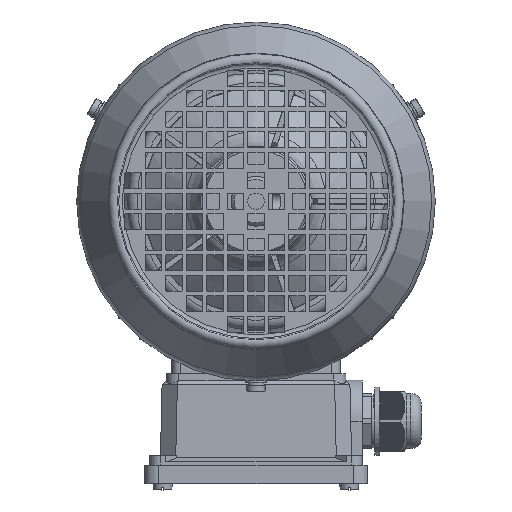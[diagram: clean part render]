
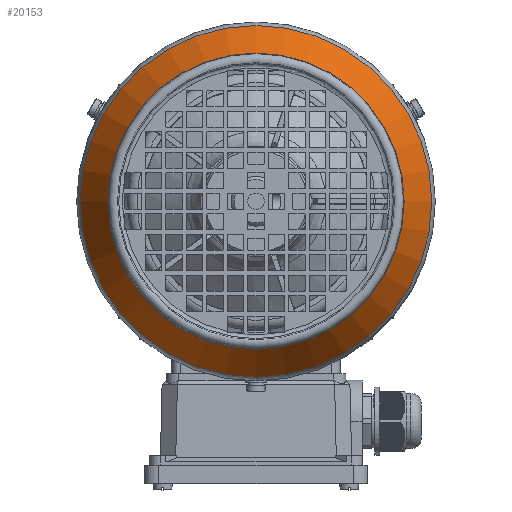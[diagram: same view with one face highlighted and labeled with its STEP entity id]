
A CAD part, top view. The second image highlights one B-rep face of the part: STEP entity #20153.
In plain terms, the highlighted conical face has half-angle 30 degrees and reference radius 85.758 mm.
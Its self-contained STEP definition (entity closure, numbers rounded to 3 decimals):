
#862=CONICAL_SURFACE('',#75826,85.758,30.);
#20153=ADVANCED_FACE('',(#26465,#26466),#862,.T.);
#26465=FACE_BOUND('',#28630,.T.);
#26466=FACE_BOUND('',#28631,.T.);
#28630=EDGE_LOOP('',(#38516));
#28631=EDGE_LOOP('',(#38517));
#38516=ORIENTED_EDGE('',*,*,#63985,.T.);
#38517=ORIENTED_EDGE('',*,*,#63984,.F.);
#55926=VERTEX_POINT('',#113465);
#55927=VERTEX_POINT('',#113468);
#63984=EDGE_CURVE('',#55926,#55926,#72118,.T.);
#63985=EDGE_CURVE('',#55927,#55927,#72119,.T.);
#72118=CIRCLE('',#75823,85.758);
#72119=CIRCLE('',#75825,72.283);
#75823=AXIS2_PLACEMENT_3D('',#113464,#86682,#86683);
#75825=AXIS2_PLACEMENT_3D('',#113467,#86686,#86687);
#75826=AXIS2_PLACEMENT_3D('',#113469,#86688,#86689);
#86682=DIRECTION('',(0.,0.,-1.));
#86683=DIRECTION('',(1.,0.,0.));
#86686=DIRECTION('',(0.,0.,-1.));
#86687=DIRECTION('',(1.,0.,0.));
#86688=DIRECTION('',(0.,0.,-1.));
#86689=DIRECTION('',(1.,0.,0.));
#113464=CARTESIAN_POINT('',(0.,0.,199.974));
#113465=CARTESIAN_POINT('',(85.758,0.,199.974));
#113467=CARTESIAN_POINT('',(0.,0.,223.313));
#113468=CARTESIAN_POINT('',(72.283,0.,223.313));
#113469=CARTESIAN_POINT('',(0.,0.,199.974));
